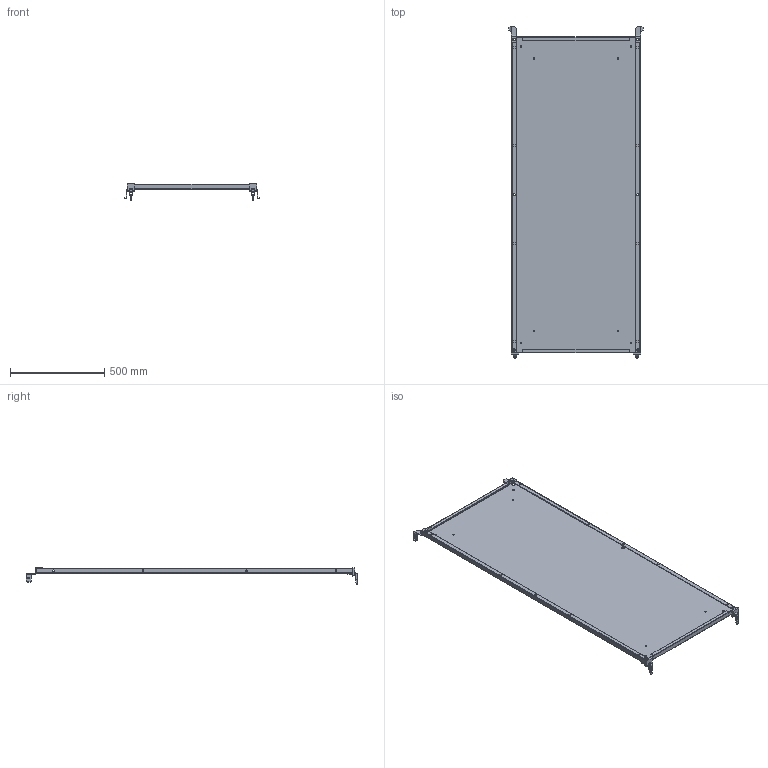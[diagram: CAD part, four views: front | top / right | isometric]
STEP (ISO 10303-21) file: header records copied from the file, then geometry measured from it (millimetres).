
FILE_DESCRIPTION (( 'STEP AP203' ), '1' );
FILE_NAME ('EUPA-080180.STEP', '2017-05-12T13:29:42', ( '' ), ( '' ), 'SwSTEP 2.0', 'SolidWorks 2017', '' );
FILE_SCHEMA (( 'CONFIG_CONTROL_DESIGN' ));
Length unit declared in the file: millimetre
Products named in the file (1): EUPA-080180
Bounding box: 716.2 x 1762.82 x 90.92 mm (x, y, z)
Volume: 3445828.9 mm3; surface area: 2730422.9 mm2
Topology: 1 solids, 1 shells, 328 faces, 918 edges, 598 vertices
Faces by surface type: plane 204, cylinder 118, bspline 6
Entity records: 10893 total; most frequent: CARTESIAN_POINT 2079, ORIENTED_EDGE 1836, DIRECTION 1788, EDGE_CURVE 918, VECTOR 646, LINE 646, VERTEX_POINT 598, AXIS2_PLACEMENT_3D 571
